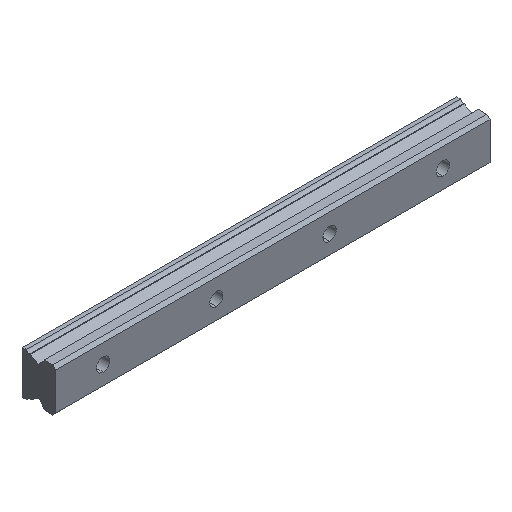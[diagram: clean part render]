
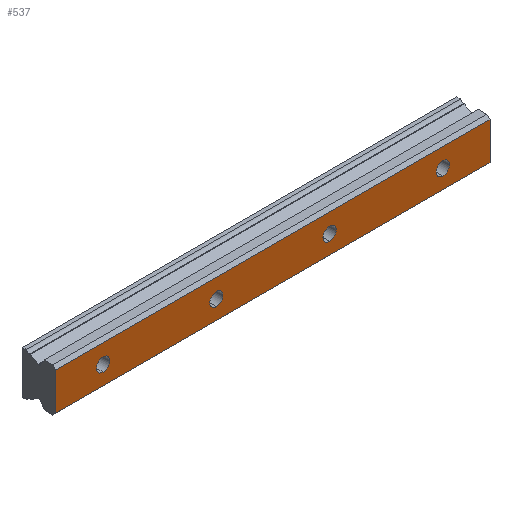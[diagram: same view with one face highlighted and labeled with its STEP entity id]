
A CAD part, isometric view. The second image highlights one B-rep face of the part: STEP entity #537.
In plain terms, the highlighted planar face has unit normal (0, -1, 0).
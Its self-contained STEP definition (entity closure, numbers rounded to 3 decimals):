
#3 = ORIENTED_EDGE ( 'NONE', *, *, #1200, .F. ) ;
#19 = CIRCLE ( 'NONE', #588, 3.5 ) ;
#43 = EDGE_CURVE ( 'NONE', #1052, #107, #604, .T. ) ;
#65 = CARTESIAN_POINT ( 'NONE',  ( 120., 0., 0. ) ) ;
#93 = EDGE_CURVE ( 'NONE', #365, #218, #1046, .T. ) ;
#95 = VECTOR ( 'NONE', #228, 1000. ) ;
#97 = VERTEX_POINT ( 'NONE', #728 ) ;
#100 = DIRECTION ( 'NONE',  ( 0., -1., 0. ) ) ;
#104 = CARTESIAN_POINT ( 'NONE',  ( 60., 0., 0. ) ) ;
#106 = VERTEX_POINT ( 'NONE', #1308 ) ;
#107 = VERTEX_POINT ( 'NONE', #1189 ) ;
#114 = EDGE_LOOP ( 'NONE', ( #163, #299 ) ) ;
#129 = DIRECTION ( 'NONE',  ( 0., 0., 1. ) ) ;
#152 = CARTESIAN_POINT ( 'NONE',  ( -25., 0., -9.9 ) ) ;
#163 = ORIENTED_EDGE ( 'NONE', *, *, #628, .F. ) ;
#181 = VERTEX_POINT ( 'NONE', #285 ) ;
#208 = DIRECTION ( 'NONE',  ( 0., 0., -1. ) ) ;
#215 = CARTESIAN_POINT ( 'NONE',  ( 120., 0., 0. ) ) ;
#218 = VERTEX_POINT ( 'NONE', #891 ) ;
#219 = AXIS2_PLACEMENT_3D ( 'NONE', #1525, #1172, #129 ) ;
#228 = DIRECTION ( 'NONE',  ( -1., 0., 0. ) ) ;
#247 = ORIENTED_EDGE ( 'NONE', *, *, #803, .F. ) ;
#253 = EDGE_CURVE ( 'NONE', #1017, #1052, #1256, .T. ) ;
#259 = FACE_BOUND ( 'NONE', #277, .T. ) ;
#269 = CIRCLE ( 'NONE', #566, 3.5 ) ;
#277 = EDGE_LOOP ( 'NONE', ( #1178, #471 ) ) ;
#285 = CARTESIAN_POINT ( 'NONE',  ( 120., 0., -3.5 ) ) ;
#299 = ORIENTED_EDGE ( 'NONE', *, *, #323, .F. ) ;
#323 = EDGE_CURVE ( 'NONE', #1105, #97, #19, .T. ) ;
#353 = FACE_BOUND ( 'NONE', #114, .T. ) ;
#356 = DIRECTION ( 'NONE',  ( 0., 0., 1. ) ) ;
#365 = VERTEX_POINT ( 'NONE', #1030 ) ;
#368 = CIRCLE ( 'NONE', #1350, 3.5 ) ;
#370 = VECTOR ( 'NONE', #1043, 1000. ) ;
#383 = CARTESIAN_POINT ( 'NONE',  ( 205., 0., 9.9 ) ) ;
#394 = EDGE_CURVE ( 'NONE', #106, #181, #368, .T. ) ;
#403 = EDGE_LOOP ( 'NONE', ( #557, #919 ) ) ;
#450 = EDGE_LOOP ( 'NONE', ( #476, #855, #247, #669 ) ) ;
#470 = EDGE_CURVE ( 'NONE', #908, #1288, #739, .T. ) ;
#471 = ORIENTED_EDGE ( 'NONE', *, *, #1494, .F. ) ;
#476 = ORIENTED_EDGE ( 'NONE', *, *, #253, .F. ) ;
#507 = DIRECTION ( 'NONE',  ( 0., 0., 1. ) ) ;
#537 = ADVANCED_FACE ( 'NONE', ( #1429, #1407, #259, #1307, #353 ), #968, .F. ) ;
#546 = CARTESIAN_POINT ( 'NONE',  ( 60., 0., -3.5 ) ) ;
#554 = DIRECTION ( 'NONE',  ( 0., -1., 0. ) ) ;
#557 = ORIENTED_EDGE ( 'NONE', *, *, #394, .F. ) ;
#566 = AXIS2_PLACEMENT_3D ( 'NONE', #911, #1384, #356 ) ;
#568 = DIRECTION ( 'NONE',  ( 0., 0., 1. ) ) ;
#578 = EDGE_CURVE ( 'NONE', #181, #106, #1398, .T. ) ;
#585 = AXIS2_PLACEMENT_3D ( 'NONE', #838, #743, #1175 ) ;
#588 = AXIS2_PLACEMENT_3D ( 'NONE', #104, #554, #814 ) ;
#604 = LINE ( 'NONE', #944, #1348 ) ;
#618 = DIRECTION ( 'NONE',  ( 0., 0., 1. ) ) ;
#627 = CARTESIAN_POINT ( 'NONE',  ( 205., 0., -9.9 ) ) ;
#628 = EDGE_CURVE ( 'NONE', #97, #1105, #1421, .T. ) ;
#669 = ORIENTED_EDGE ( 'NONE', *, *, #43, .F. ) ;
#728 = CARTESIAN_POINT ( 'NONE',  ( 60., 0., 3.5 ) ) ;
#739 = CIRCLE ( 'NONE', #219, 3.5 ) ;
#741 = CARTESIAN_POINT ( 'NONE',  ( 60., 0., 0. ) ) ;
#743 = DIRECTION ( 'NONE',  ( 0., -1., 0. ) ) ;
#755 = DIRECTION ( 'NONE',  ( 0., 0., 1. ) ) ;
#762 = AXIS2_PLACEMENT_3D ( 'NONE', #741, #1203, #507 ) ;
#776 = EDGE_CURVE ( 'NONE', #1023, #1017, #1262, .T. ) ;
#803 = EDGE_CURVE ( 'NONE', #107, #1023, #933, .T. ) ;
#810 = AXIS2_PLACEMENT_3D ( 'NONE', #65, #874, #755 ) ;
#814 = DIRECTION ( 'NONE',  ( 0., 0., 1. ) ) ;
#838 = CARTESIAN_POINT ( 'NONE',  ( 180., 0., 0. ) ) ;
#841 = CARTESIAN_POINT ( 'NONE',  ( 0., 0., -3.5 ) ) ;
#850 = DIRECTION ( 'NONE',  ( 0., 1., 0. ) ) ;
#855 = ORIENTED_EDGE ( 'NONE', *, *, #776, .F. ) ;
#864 = CARTESIAN_POINT ( 'NONE',  ( 0., 0., 3.5 ) ) ;
#874 = DIRECTION ( 'NONE',  ( 0., -1., 0. ) ) ;
#891 = CARTESIAN_POINT ( 'NONE',  ( 180., 0., -3.5 ) ) ;
#908 = VERTEX_POINT ( 'NONE', #841 ) ;
#911 = CARTESIAN_POINT ( 'NONE',  ( 0., 0., 0. ) ) ;
#917 = CARTESIAN_POINT ( 'NONE',  ( 205., 0., -9.9 ) ) ;
#919 = ORIENTED_EDGE ( 'NONE', *, *, #578, .F. ) ;
#933 = LINE ( 'NONE', #1063, #370 ) ;
#944 = CARTESIAN_POINT ( 'NONE',  ( -25., 0., 9.9 ) ) ;
#968 = PLANE ( 'NONE',  #1519 ) ;
#1011 = CARTESIAN_POINT ( 'NONE',  ( 180., 0., 0. ) ) ;
#1017 = VERTEX_POINT ( 'NONE', #627 ) ;
#1023 = VERTEX_POINT ( 'NONE', #1202 ) ;
#1030 = CARTESIAN_POINT ( 'NONE',  ( 180., 0., 3.5 ) ) ;
#1043 = DIRECTION ( 'NONE',  ( 1., 0., 0. ) ) ;
#1046 = CIRCLE ( 'NONE', #585, 3.5 ) ;
#1052 = VERTEX_POINT ( 'NONE', #152 ) ;
#1063 = CARTESIAN_POINT ( 'NONE',  ( 205., 0., 9.9 ) ) ;
#1096 = ORIENTED_EDGE ( 'NONE', *, *, #470, .F. ) ;
#1105 = VERTEX_POINT ( 'NONE', #546 ) ;
#1172 = DIRECTION ( 'NONE',  ( 0., -1., 0. ) ) ;
#1175 = DIRECTION ( 'NONE',  ( 0., 0., 1. ) ) ;
#1178 = ORIENTED_EDGE ( 'NONE', *, *, #93, .F. ) ;
#1188 = EDGE_LOOP ( 'NONE', ( #3, #1096 ) ) ;
#1189 = CARTESIAN_POINT ( 'NONE',  ( -25., 0., 9.9 ) ) ;
#1200 = EDGE_CURVE ( 'NONE', #1288, #908, #269, .T. ) ;
#1202 = CARTESIAN_POINT ( 'NONE',  ( 205., 0., 9.9 ) ) ;
#1203 = DIRECTION ( 'NONE',  ( 0., -1., 0. ) ) ;
#1222 = CIRCLE ( 'NONE', #1322, 3.5 ) ;
#1256 = LINE ( 'NONE', #917, #95 ) ;
#1262 = LINE ( 'NONE', #1492, #1448 ) ;
#1288 = VERTEX_POINT ( 'NONE', #864 ) ;
#1307 = FACE_BOUND ( 'NONE', #403, .T. ) ;
#1308 = CARTESIAN_POINT ( 'NONE',  ( 120., 0., 3.5 ) ) ;
#1318 = DIRECTION ( 'NONE',  ( 0., 0., 1. ) ) ;
#1322 = AXIS2_PLACEMENT_3D ( 'NONE', #1011, #1482, #1359 ) ;
#1348 = VECTOR ( 'NONE', #618, 1000. ) ;
#1350 = AXIS2_PLACEMENT_3D ( 'NONE', #215, #100, #568 ) ;
#1359 = DIRECTION ( 'NONE',  ( 0., 0., 1. ) ) ;
#1384 = DIRECTION ( 'NONE',  ( 0., -1., 0. ) ) ;
#1398 = CIRCLE ( 'NONE', #810, 3.5 ) ;
#1407 = FACE_BOUND ( 'NONE', #1188, .T. ) ;
#1421 = CIRCLE ( 'NONE', #762, 3.5 ) ;
#1429 = FACE_OUTER_BOUND ( 'NONE', #450, .T. ) ;
#1448 = VECTOR ( 'NONE', #208, 1000. ) ;
#1482 = DIRECTION ( 'NONE',  ( 0., -1., 0. ) ) ;
#1492 = CARTESIAN_POINT ( 'NONE',  ( 205., 0., 9.9 ) ) ;
#1494 = EDGE_CURVE ( 'NONE', #218, #365, #1222, .T. ) ;
#1519 = AXIS2_PLACEMENT_3D ( 'NONE', #383, #850, #1318 ) ;
#1525 = CARTESIAN_POINT ( 'NONE',  ( 0., 0., 0. ) ) ;
